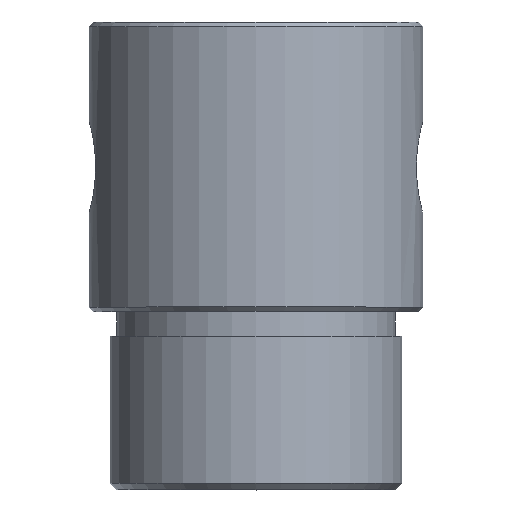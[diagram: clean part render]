
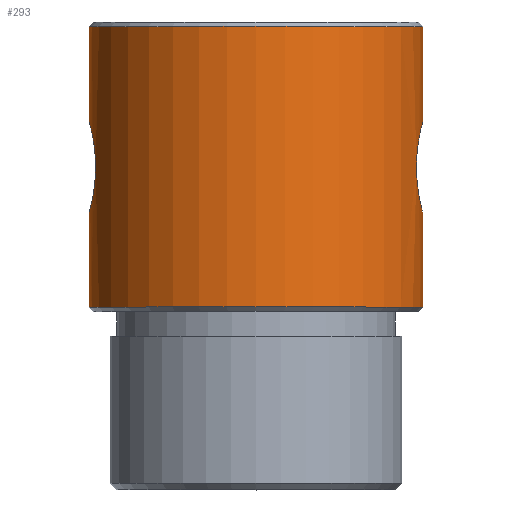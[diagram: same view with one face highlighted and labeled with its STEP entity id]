
A CAD part, top view. The second image highlights one B-rep face of the part: STEP entity #293.
In plain terms, the highlighted cylindrical face has radius 9.525 mm (diameter 19.05 mm), a full revolution.
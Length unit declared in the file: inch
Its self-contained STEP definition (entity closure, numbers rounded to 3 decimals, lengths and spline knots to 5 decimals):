
#24=FACE_BOUND('',#72,.T.);
#33=B_SPLINE_CURVE_WITH_KNOTS('',3,(#533,#534,#535,#536,#537,#538,#539),
 .UNSPECIFIED.,.F.,.F.,(4,1,1,1,4),(-2.1685,-2.06524,
-1.96198,-1.85872,-1.80709),.UNSPECIFIED.);
#34=B_SPLINE_CURVE_WITH_KNOTS('',3,(#541,#542,#543,#544,#545,#546,#547),
 .UNSPECIFIED.,.F.,.F.,(4,1,1,1,4),(-1.08425,-1.03262,
-0.92936,-0.8261,-0.72283),.UNSPECIFIED.);
#35=B_SPLINE_CURVE_WITH_KNOTS('',3,(#551,#552,#553,#554,#555,#556,#557,
#558,#559,#560,#561,#562),.UNSPECIFIED.,.F.,.F.,(4,1,1,1,1,1,1,1,1,4),(-1.80709,
-1.75545,-1.68661,-1.54893,-1.48009,
-1.34241,-1.29078,-1.23914,-1.13588,
-1.08425),.UNSPECIFIED.);
#36=B_SPLINE_CURVE_WITH_KNOTS('',3,(#564,#565,#566,#567,#568,#569,#570,
#571,#572,#573,#574,#575,#576,#577,#578,#579,#580,#581),.UNSPECIFIED.,.T.,
 .F.,(4,1,1,1,1,1,1,1,1,1,1,1,1,1,1,4),(-1.44567,-1.34241,
-1.23914,-1.13588,-1.03262,-0.96378,
-0.8261,-0.75725,-0.61957,-0.56794,
-0.51631,-0.41305,-0.30979,-0.20652,
-0.10326,0.),.UNSPECIFIED.);
#41=CYLINDRICAL_SURFACE('',#331,0.375);
#51=FACE_OUTER_BOUND('',#71,.T.);
#71=EDGE_LOOP('',(#223,#224,#225,#226,#227,#228,#229,#230,#231));
#72=EDGE_LOOP('',(#232));
#90=LINE('',#531,#105);
#91=LINE('',#549,#106);
#105=VECTOR('',#380,0.375);
#106=VECTOR('',#381,0.375);
#121=CIRCLE('',#328,0.375);
#123=CIRCLE('',#332,0.375);
#141=VERTEX_POINT('',#523);
#143=VERTEX_POINT('',#530);
#144=VERTEX_POINT('',#532);
#145=VERTEX_POINT('',#540);
#146=VERTEX_POINT('',#548);
#147=VERTEX_POINT('',#563);
#172=EDGE_CURVE('',#141,#141,#121,.T.);
#174=EDGE_CURVE('',#141,#143,#90,.T.);
#175=EDGE_CURVE('',#144,#143,#33,.T.);
#176=EDGE_CURVE('',#145,#144,#34,.T.);
#177=EDGE_CURVE('',#145,#146,#91,.T.);
#178=EDGE_CURVE('',#146,#146,#123,.T.);
#179=EDGE_CURVE('',#143,#145,#35,.T.);
#180=EDGE_CURVE('',#147,#147,#36,.T.);
#223=ORIENTED_EDGE('',*,*,#172,.F.);
#224=ORIENTED_EDGE('',*,*,#174,.T.);
#225=ORIENTED_EDGE('',*,*,#175,.F.);
#226=ORIENTED_EDGE('',*,*,#176,.F.);
#227=ORIENTED_EDGE('',*,*,#177,.T.);
#228=ORIENTED_EDGE('',*,*,#178,.F.);
#229=ORIENTED_EDGE('',*,*,#177,.F.);
#230=ORIENTED_EDGE('',*,*,#179,.F.);
#231=ORIENTED_EDGE('',*,*,#174,.F.);
#232=ORIENTED_EDGE('',*,*,#180,.F.);
#293=ADVANCED_FACE('',(#51,#24),#41,.T.);
#328=AXIS2_PLACEMENT_3D('',#525,#372,#373);
#331=AXIS2_PLACEMENT_3D('',#529,#378,#379);
#332=AXIS2_PLACEMENT_3D('',#550,#382,#383);
#372=DIRECTION('center_axis',(0.,1.,0.));
#373=DIRECTION('ref_axis',(1.,0.,0.));
#378=DIRECTION('center_axis',(0.,1.,0.));
#379=DIRECTION('ref_axis',(1.,0.,0.));
#380=DIRECTION('',(0.,-1.,0.));
#381=DIRECTION('',(0.,-1.,0.));
#382=DIRECTION('center_axis',(0.,-1.,0.));
#383=DIRECTION('ref_axis',(1.,0.,0.));
#523=CARTESIAN_POINT('',(-0.375,1.04,0.));
#525=CARTESIAN_POINT('Origin',(0.,1.04,0.));
#529=CARTESIAN_POINT('Origin',(0.,0.,0.));
#530=CARTESIAN_POINT('',(-0.37501,0.82905,-0.00004));
#531=CARTESIAN_POINT('',(-0.375,0.,0.));
#532=CARTESIAN_POINT('',(-0.36039,0.725,0.10365));
#533=CARTESIAN_POINT('Ctrl Pts',(-0.36039,0.725,0.10365));
#534=CARTESIAN_POINT('Ctrl Pts',(-0.36039,0.74004,0.10365));
#535=CARTESIAN_POINT('Ctrl Pts',(-0.36261,0.77247,0.09602));
#536=CARTESIAN_POINT('Ctrl Pts',(-0.3696,0.80881,0.06741));
#537=CARTESIAN_POINT('Ctrl Pts',(-0.3743,0.82646,0.03053));
#538=CARTESIAN_POINT('Ctrl Pts',(-0.37502,0.82909,0.0076));
#539=CARTESIAN_POINT('Ctrl Pts',(-0.37502,0.82908,-0.00006));
#540=CARTESIAN_POINT('',(-0.37502,0.62094,-0.00002));
#541=CARTESIAN_POINT('Ctrl Pts',(-0.37502,0.62091,-0.00002));
#542=CARTESIAN_POINT('Ctrl Pts',(-0.37502,0.62092,0.00761));
#543=CARTESIAN_POINT('Ctrl Pts',(-0.37429,0.62363,0.0305));
#544=CARTESIAN_POINT('Ctrl Pts',(-0.3696,0.64118,0.06754));
#545=CARTESIAN_POINT('Ctrl Pts',(-0.36261,0.67756,0.096));
#546=CARTESIAN_POINT('Ctrl Pts',(-0.36039,0.70996,0.10365));
#547=CARTESIAN_POINT('Ctrl Pts',(-0.36039,0.725,0.10365));
#548=CARTESIAN_POINT('',(-0.375,0.41,0.));
#549=CARTESIAN_POINT('',(-0.375,0.,0.));
#550=CARTESIAN_POINT('Origin',(0.,0.41,0.));
#551=CARTESIAN_POINT('Ctrl Pts',(-0.37502,0.82908,-0.00006));
#552=CARTESIAN_POINT('Ctrl Pts',(-0.37502,0.82907,-0.00772));
#553=CARTESIAN_POINT('Ctrl Pts',(-0.37446,0.82697,-0.02563));
#554=CARTESIAN_POINT('Ctrl Pts',(-0.37047,0.8121,-0.06332));
#555=CARTESIAN_POINT('Ctrl Pts',(-0.3639,0.78146,-0.09123));
#556=CARTESIAN_POINT('Ctrl Pts',(-0.35931,0.73023,-0.10726));
#557=CARTESIAN_POINT('Ctrl Pts',(-0.36126,0.69086,-0.10123));
#558=CARTESIAN_POINT('Ctrl Pts',(-0.36618,0.65905,-0.08131));
#559=CARTESIAN_POINT('Ctrl Pts',(-0.37043,0.63815,-0.06049));
#560=CARTESIAN_POINT('Ctrl Pts',(-0.37432,0.62355,-0.0306));
#561=CARTESIAN_POINT('Ctrl Pts',(-0.37503,0.6209,-0.00766));
#562=CARTESIAN_POINT('Ctrl Pts',(-0.37502,0.62091,-0.00002));
#563=CARTESIAN_POINT('',(0.36039,0.725,-0.10365));
#564=CARTESIAN_POINT('Ctrl Pts',(0.36039,0.725,-0.10365));
#565=CARTESIAN_POINT('Ctrl Pts',(0.36039,0.74004,-0.10365));
#566=CARTESIAN_POINT('Ctrl Pts',(0.36261,0.77247,-0.09602));
#567=CARTESIAN_POINT('Ctrl Pts',(0.3696,0.80881,-0.06741));
#568=CARTESIAN_POINT('Ctrl Pts',(0.37525,0.82999,-0.02316));
#569=CARTESIAN_POINT('Ctrl Pts',(0.37526,0.82994,0.0181));
#570=CARTESIAN_POINT('Ctrl Pts',(0.37047,0.8121,0.06332));
#571=CARTESIAN_POINT('Ctrl Pts',(0.3639,0.78146,0.09123));
#572=CARTESIAN_POINT('Ctrl Pts',(0.35931,0.73023,0.10726));
#573=CARTESIAN_POINT('Ctrl Pts',(0.36126,0.69086,0.10123));
#574=CARTESIAN_POINT('Ctrl Pts',(0.36618,0.65905,0.08131));
#575=CARTESIAN_POINT('Ctrl Pts',(0.37043,0.63815,0.06049));
#576=CARTESIAN_POINT('Ctrl Pts',(0.37529,0.6199,0.02312));
#577=CARTESIAN_POINT('Ctrl Pts',(0.37523,0.62012,-0.02309));
#578=CARTESIAN_POINT('Ctrl Pts',(0.3696,0.64118,-0.06754));
#579=CARTESIAN_POINT('Ctrl Pts',(0.36261,0.67756,-0.096));
#580=CARTESIAN_POINT('Ctrl Pts',(0.36039,0.70996,-0.10365));
#581=CARTESIAN_POINT('Ctrl Pts',(0.36039,0.725,-0.10365));
